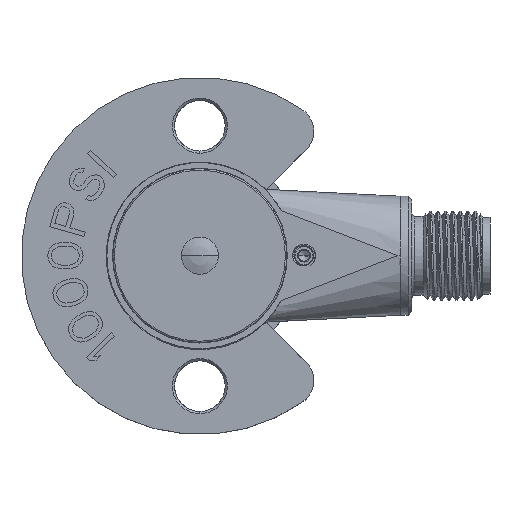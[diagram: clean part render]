
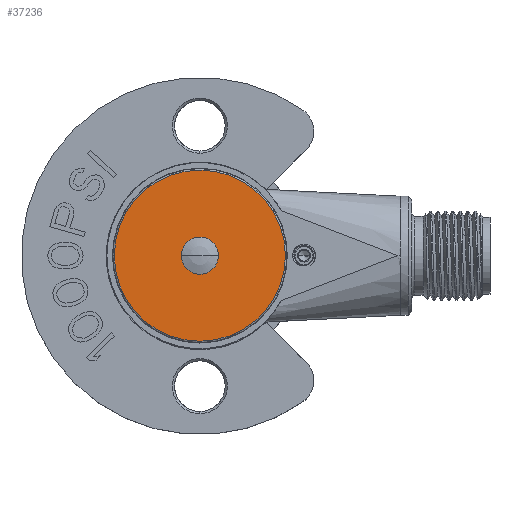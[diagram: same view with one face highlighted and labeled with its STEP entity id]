
A CAD part, top view. The second image highlights one B-rep face of the part: STEP entity #37236.
In plain terms, the highlighted planar face has unit normal (0, 0, 1).
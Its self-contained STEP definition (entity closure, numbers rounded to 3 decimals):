
#36500=CARTESIAN_POINT('',(0.,0.,27.3));
#36501=DIRECTION('',(0.,0.,-1.));
#36502=DIRECTION('',(-1.,0.,0.));
#36503=AXIS2_PLACEMENT_3D('',#36500,#36501,#36502);
#36505=CARTESIAN_POINT('',(0.,0.,27.3));
#36506=DIRECTION('',(0.,0.,-1.));
#36507=DIRECTION('',(1.,0.,0.));
#36508=AXIS2_PLACEMENT_3D('',#36505,#36506,#36507);
#36510=CARTESIAN_POINT('',(0.,0.,27.3));
#36511=DIRECTION('',(0.,0.,1.));
#36512=DIRECTION('',(1.,0.,0.));
#36513=AXIS2_PLACEMENT_3D('',#36510,#36511,#36512);
#36515=CARTESIAN_POINT('',(0.,0.,27.3));
#36516=DIRECTION('',(0.,0.,1.));
#36517=DIRECTION('',(-1.,0.,0.));
#36518=AXIS2_PLACEMENT_3D('',#36515,#36516,#36517);
#37182=CARTESIAN_POINT('',(11.5,0.,27.3));
#37183=VERTEX_POINT('',#37182);
#37184=CARTESIAN_POINT('',(-11.5,0.,27.3));
#37185=VERTEX_POINT('',#37184);
#37187=CARTESIAN_POINT('',(2.5,0.,27.3));
#37189=VERTEX_POINT('',#37187);
#37190=CARTESIAN_POINT('',(-2.5,0.,27.3));
#37191=VERTEX_POINT('',#37190);
#37220=CARTESIAN_POINT('',(0.,0.,27.3));
#37221=DIRECTION('',(0.,0.,1.));
#37222=DIRECTION('',(1.,0.,0.));
#37223=AXIS2_PLACEMENT_3D('',#37220,#37221,#37222);
#37224=PLANE('',#37223);
#37226=ORIENTED_EDGE('',*,*,#37225,.T.);
#37228=ORIENTED_EDGE('',*,*,#37227,.T.);
#37229=EDGE_LOOP('',(#37226,#37228));
#37230=FACE_OUTER_BOUND('',#37229,.F.);
#37232=ORIENTED_EDGE('',*,*,#37231,.T.);
#37233=ORIENTED_EDGE('',*,*,#37211,.T.);
#37234=EDGE_LOOP('',(#37232,#37233));
#37235=FACE_BOUND('',#37234,.F.);
#37236=ADVANCED_FACE('',(#37230,#37235),#37224,.T.);
#36504=CIRCLE('',#36503,11.5);
#36509=CIRCLE('',#36508,11.5);
#36514=CIRCLE('',#36513,2.5);
#36519=CIRCLE('',#36518,2.5);
#37211=EDGE_CURVE('',#37191,#37189,#36519,.T.);
#37225=EDGE_CURVE('',#37185,#37183,#36504,.T.);
#37227=EDGE_CURVE('',#37183,#37185,#36509,.T.);
#37231=EDGE_CURVE('',#37189,#37191,#36514,.T.);
